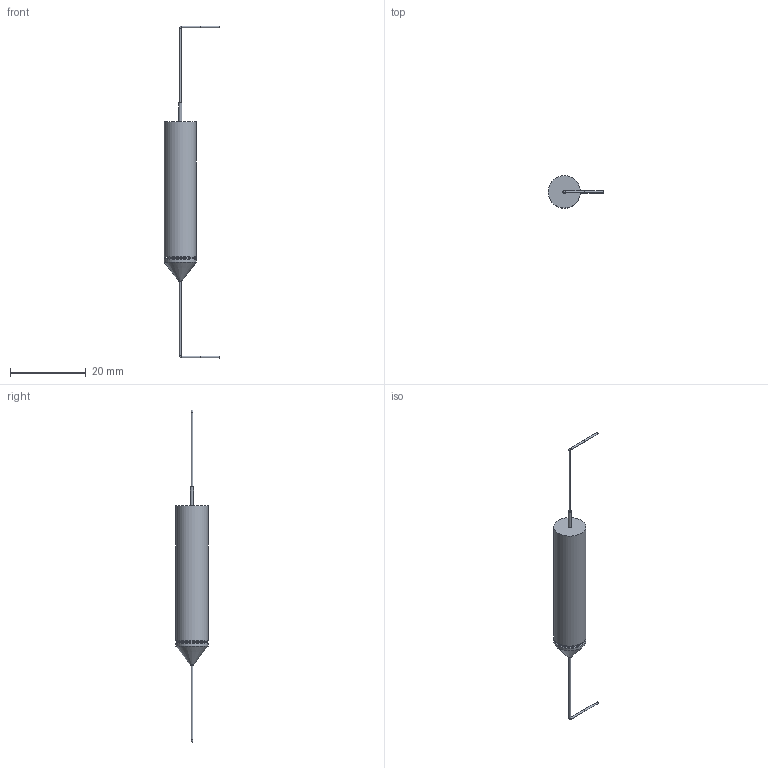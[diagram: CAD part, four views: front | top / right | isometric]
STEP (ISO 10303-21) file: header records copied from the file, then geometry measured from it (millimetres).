
FILE_DESCRIPTION(/* description */ (''),/* implementation_level */ '2;1');
FILE_NAME(/* name */ 'K50 – 29.stp',/* time_stamp */ '2020-03-30T03:55:02+03:00',/* author */ ('IAmIllusion'),/* organization */ (''),/* preprocessor_version */ 'ST-DEVELOPER v18',/* originating_system */ 'Autodesk Inventor 2020',/* authorisation */ '');
FILE_SCHEMA (('AUTOMOTIVE_DESIGN { 1 0 10303 214 3 1 1 }'));
Length unit declared in the file: millimetre
Products named in the file (1): K50 – 29
Bounding box: 14.65 x 8.5 x 87.5 mm (x, y, z)
Volume: 2210.3 mm3; surface area: 1274.9 mm2
Topology: 3 solids, 3 shells, 29 faces, 74 edges, 54 vertices
Faces by surface type: plane 13, cylinder 10, torus 4, cone 1, bspline 1
Full cylindrical faces by diameter (mm): 0.492 x3, 0.5 x3, 0.8 x1, 7 x1, 8.5 x2
Entity records: 1027 total; most frequent: DIRECTION 195, CARTESIAN_POINT 182, ORIENTED_EDGE 144, AXIS2_PLACEMENT_3D 92, EDGE_CURVE 72, CIRCLE 63, VERTEX_POINT 52, EDGE_LOOP 32
